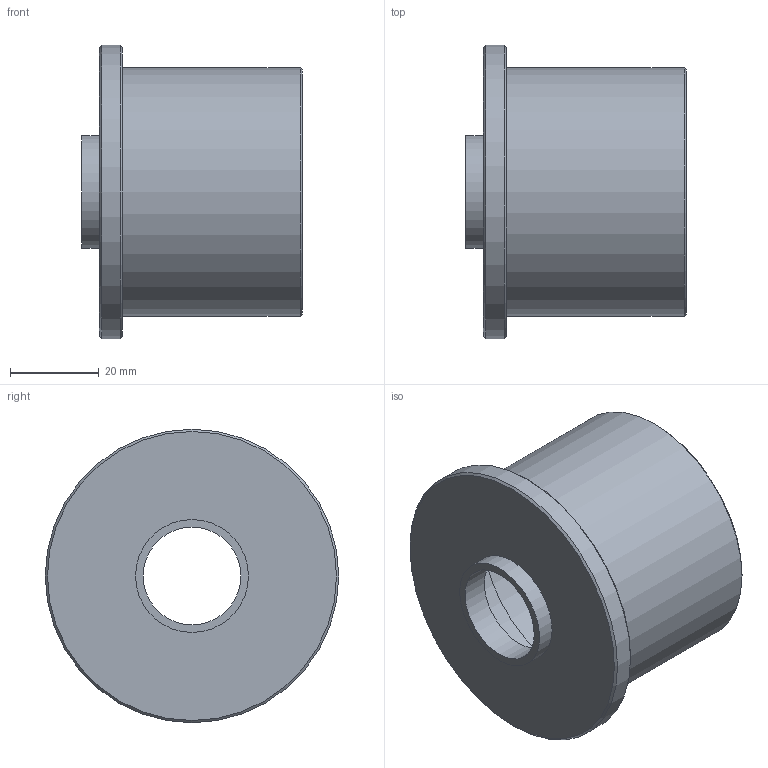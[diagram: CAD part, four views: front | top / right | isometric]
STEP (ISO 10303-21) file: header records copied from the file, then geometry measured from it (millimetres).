
FILE_DESCRIPTION(/* description */ ('Unknown'),/* implementation_level */ '2;1');
FILE_NAME(/* name */ 'OpenFrame - Camera C-Mount Coupling - 60mm Cage Version',/* time_stamp */ '2021-04-08T13:47:05+01:00',/* author */ ('Unknown'),/* organization */ ('Unknown'),/* preprocessor_version */ 'ST-DEVELOPER v16.7',/* originating_system */ 'Solid Edge',/* authorisation */ 'Unknown');
FILE_SCHEMA (('AUTOMOTIVE_DESIGN {1 0 10303 214 3 1 1}'));
Length unit declared in the file: millimetre
Products named in the file (1): OpenFrame - Camera C-Mount Coupling - 60mm Cage Version
Bounding box: 49.65 x 66 x 66 mm (x, y, z)
Volume: 28838.9 mm3; surface area: 21759.9 mm2
Topology: 1 solids, 1 shells, 15 faces, 25 edges, 16 vertices
Faces by surface type: cylinder 6, plane 6, cone 3
Full cylindrical faces by diameter (mm): 22 x1, 25.4 x1, 50 x1, 51 x1, 55.9 x1, 66 x1
Entity records: 437 total; most frequent: DIRECTION 62, CARTESIAN_POINT 46, AXIS2_PLACEMENT_3D 31, ORIENTED_EDGE 30, EDGE_LOOP 30, FACE_BOUND 30, EDGE_CURVE 15, VERTEX_POINT 15
